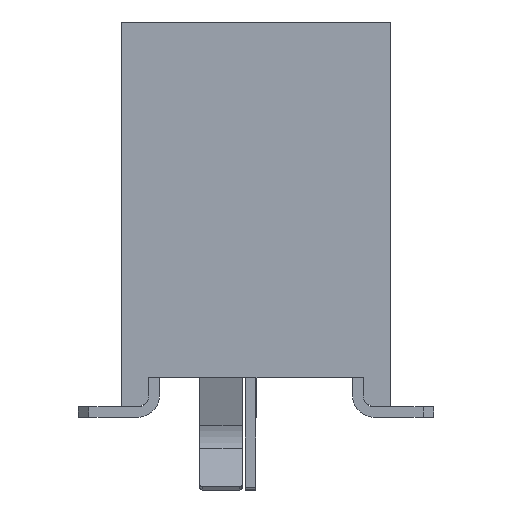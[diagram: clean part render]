
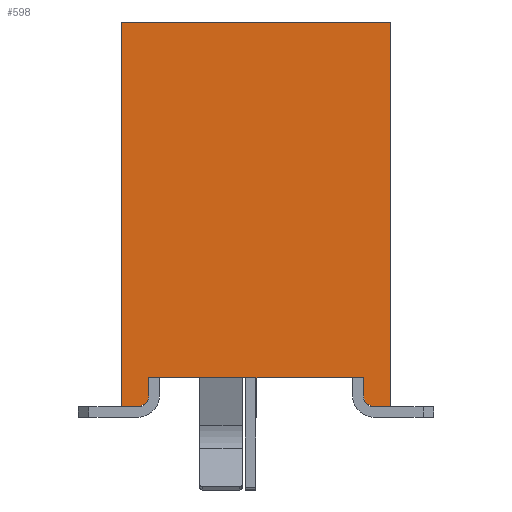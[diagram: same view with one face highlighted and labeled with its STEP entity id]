
A CAD part, left-side view. The second image highlights one B-rep face of the part: STEP entity #598.
In plain terms, the highlighted planar face has unit normal (-1, 0, 0).
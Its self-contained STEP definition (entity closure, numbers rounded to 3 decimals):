
#598 = ADVANCED_FACE( '', ( #1375 ), #1376, .T. );
#1375 = FACE_OUTER_BOUND( '', #2354, .T. );
#1376 = PLANE( '', #2355 );
#2354 = EDGE_LOOP( '', ( #4098, #4099, #4100, #4101, #4102, #4103, #4104, #4105, #4106, #4107 ) );
#2355 = AXIS2_PLACEMENT_3D( '', #4108, #4109, #4110 );
#4098 = ORIENTED_EDGE( '', *, *, #6338, .F. );
#4099 = ORIENTED_EDGE( '', *, *, #6185, .T. );
#4100 = ORIENTED_EDGE( '', *, *, #6339, .T. );
#4101 = ORIENTED_EDGE( '', *, *, #6340, .T. );
#4102 = ORIENTED_EDGE( '', *, *, #6341, .T. );
#4103 = ORIENTED_EDGE( '', *, *, #6342, .T. );
#4104 = ORIENTED_EDGE( '', *, *, #6343, .F. );
#4105 = ORIENTED_EDGE( '', *, *, #5888, .T. );
#4106 = ORIENTED_EDGE( '', *, *, #6344, .T. );
#4107 = ORIENTED_EDGE( '', *, *, #6345, .F. );
#4108 = CARTESIAN_POINT( '', ( -11.68, -2.54, -3.62 ) );
#4109 = DIRECTION( '', ( -1., 0., 0. ) );
#4110 = DIRECTION( '', ( 0., 0., 1. ) );
#5888 = EDGE_CURVE( '', #7115, #7116, #7117, .T. );
#6185 = EDGE_CURVE( '', #7602, #7603, #7604, .T. );
#6338 = EDGE_CURVE( '', #7602, #7827, #7828, .T. );
#6339 = EDGE_CURVE( '', #7603, #7829, #7830, .T. );
#6340 = EDGE_CURVE( '', #7829, #7831, #7832, .T. );
#6341 = EDGE_CURVE( '', #7831, #7833, #7834, .T. );
#6342 = EDGE_CURVE( '', #7833, #7835, #7836, .T. );
#6343 = EDGE_CURVE( '', #7115, #7835, #7837, .T. );
#6344 = EDGE_CURVE( '', #7116, #7838, #7839, .T. );
#6345 = EDGE_CURVE( '', #7827, #7838, #7840, .T. );
#7115 = VERTEX_POINT( '', #8843 );
#7116 = VERTEX_POINT( '', #8844 );
#7117 = LINE( '', #8845, #8846 );
#7602 = VERTEX_POINT( '', #9567 );
#7603 = VERTEX_POINT( '', #9568 );
#7604 = CIRCLE( '', #9569, 0.2 );
#7827 = VERTEX_POINT( '', #9907 );
#7828 = LINE( '', #9908, #9909 );
#7829 = VERTEX_POINT( '', #9910 );
#7830 = LINE( '', #9911, #9912 );
#7831 = VERTEX_POINT( '', #9913 );
#7832 = LINE( '', #9914, #9915 );
#7833 = VERTEX_POINT( '', #9916 );
#7834 = LINE( '', #9917, #9918 );
#7835 = VERTEX_POINT( '', #9919 );
#7836 = CIRCLE( '', #9920, 0.2 );
#7837 = LINE( '', #9921, #9922 );
#7838 = VERTEX_POINT( '', #9923 );
#7839 = LINE( '', #9924, #9925 );
#7840 = LINE( '', #9926, #9927 );
#8843 = CARTESIAN_POINT( '', ( -11.68, -2.54, -3.62 ) );
#8844 = CARTESIAN_POINT( '', ( -11.68, -2.54, 3.62 ) );
#8845 = CARTESIAN_POINT( '', ( -11.68, -2.54, -3.62 ) );
#8846 = VECTOR( '', #10917, 1000. );
#9567 = CARTESIAN_POINT( '', ( -11.68, 2.22, -3.62 ) );
#9568 = CARTESIAN_POINT( '', ( -11.68, 2.02, -3.42 ) );
#9569 = AXIS2_PLACEMENT_3D( '', #11175, #11176, #11177 );
#9907 = CARTESIAN_POINT( '', ( -11.68, 2.54, -3.62 ) );
#9908 = CARTESIAN_POINT( '', ( -11.68, -2.54, -3.62 ) );
#9909 = VECTOR( '', #11296, 1000. );
#9910 = CARTESIAN_POINT( '', ( -11.68, 2.02, -3.08 ) );
#9911 = CARTESIAN_POINT( '', ( -11.68, 2.02, -3.62 ) );
#9912 = VECTOR( '', #11297, 1000. );
#9913 = CARTESIAN_POINT( '', ( -11.68, -2.02, -3.08 ) );
#9914 = CARTESIAN_POINT( '', ( -11.68, -2.54, -3.08 ) );
#9915 = VECTOR( '', #11298, 1000. );
#9916 = CARTESIAN_POINT( '', ( -11.68, -2.02, -3.42 ) );
#9917 = CARTESIAN_POINT( '', ( -11.68, -2.02, -3.62 ) );
#9918 = VECTOR( '', #11299, 1000. );
#9919 = CARTESIAN_POINT( '', ( -11.68, -2.22, -3.62 ) );
#9920 = AXIS2_PLACEMENT_3D( '', #11300, #11301, #11302 );
#9921 = CARTESIAN_POINT( '', ( -11.68, -2.54, -3.62 ) );
#9922 = VECTOR( '', #11303, 1000. );
#9923 = CARTESIAN_POINT( '', ( -11.68, 2.54, 3.62 ) );
#9924 = CARTESIAN_POINT( '', ( -11.68, -2.54, 3.62 ) );
#9925 = VECTOR( '', #11304, 1000. );
#9926 = CARTESIAN_POINT( '', ( -11.68, 2.54, -3.62 ) );
#9927 = VECTOR( '', #11305, 1000. );
#10917 = DIRECTION( '', ( 0., 0., 1. ) );
#11175 = CARTESIAN_POINT( '', ( -11.68, 2.22, -3.42 ) );
#11176 = DIRECTION( '', ( -1., 0., 0. ) );
#11177 = DIRECTION( '', ( 0., 0., 1. ) );
#11296 = DIRECTION( '', ( 0., 1., 0. ) );
#11297 = DIRECTION( '', ( 0., 0., 1. ) );
#11298 = DIRECTION( '', ( 0., -1., 0. ) );
#11299 = DIRECTION( '', ( 0., 0., -1. ) );
#11300 = CARTESIAN_POINT( '', ( -11.68, -2.22, -3.42 ) );
#11301 = DIRECTION( '', ( -1., 0., 0. ) );
#11302 = DIRECTION( '', ( 0., 0., 1. ) );
#11303 = DIRECTION( '', ( 0., 1., 0. ) );
#11304 = DIRECTION( '', ( 0., 1., 0. ) );
#11305 = DIRECTION( '', ( 0., 0., 1. ) );
